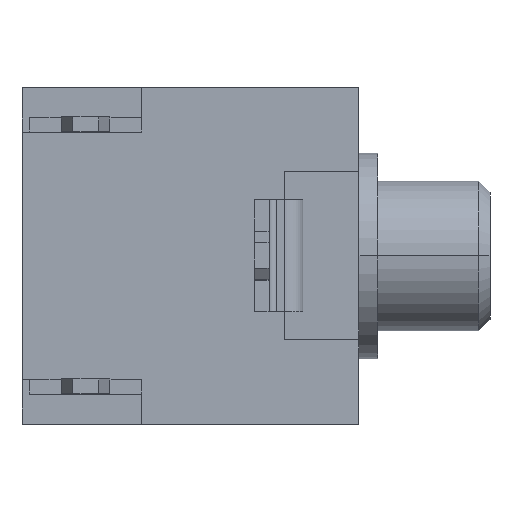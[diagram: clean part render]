
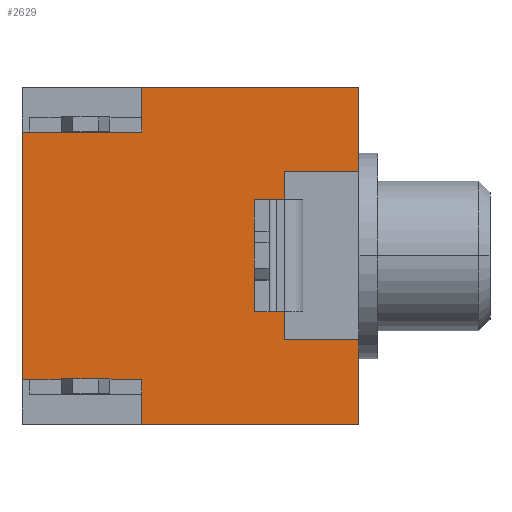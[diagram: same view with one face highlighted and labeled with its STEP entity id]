
A CAD part, top view. The second image highlights one B-rep face of the part: STEP entity #2629.
In plain terms, the highlighted planar face has unit normal (0, 0, 1).
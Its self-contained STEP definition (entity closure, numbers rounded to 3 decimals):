
#6 = EDGE_CURVE ( 'NONE', #287, #710, #1660, .T. ) ;
#10 = CARTESIAN_POINT ( 'NONE',  ( -9.3, 3.3, 4. ) ) ;
#62 = LINE ( 'NONE', #1636, #1473 ) ;
#79 = CARTESIAN_POINT ( 'NONE',  ( -3.5, -4.5, 4. ) ) ;
#82 = ORIENTED_EDGE ( 'NONE', *, *, #1492, .F. ) ;
#125 = VECTOR ( 'NONE', #2039, 1000. ) ;
#149 = DIRECTION ( 'NONE',  ( 0., -1., 0. ) ) ;
#151 = DIRECTION ( 'NONE',  ( 1., 0., 0. ) ) ;
#172 = ORIENTED_EDGE ( 'NONE', *, *, #2195, .F. ) ;
#189 = VECTOR ( 'NONE', #1809, 1000. ) ;
#193 = VECTOR ( 'NONE', #1292, 1000. ) ;
#205 = VECTOR ( 'NONE', #2535, 1000. ) ;
#208 = VERTEX_POINT ( 'NONE', #904 ) ;
#242 = AXIS2_PLACEMENT_3D ( 'NONE', #1749, #1270, #647 ) ;
#252 = CARTESIAN_POINT ( 'NONE',  ( -3.5, 2.25, 4. ) ) ;
#260 = CARTESIAN_POINT ( 'NONE',  ( -6.3, 1.5, 4. ) ) ;
#287 = VERTEX_POINT ( 'NONE', #1763 ) ;
#297 = FACE_OUTER_BOUND ( 'NONE', #364, .T. ) ;
#308 = VECTOR ( 'NONE', #1301, 1000. ) ;
#364 = EDGE_LOOP ( 'NONE', ( #764, #2120, #2287, #1740, #2449, #3041, #2612, #82, #2401, #3160, #172, #468, #683, #1955, #1951, #2522 ) ) ;
#402 = CARTESIAN_POINT ( 'NONE',  ( -6.3, 1.5, 4. ) ) ;
#415 = VECTOR ( 'NONE', #151, 1000. ) ;
#454 = VECTOR ( 'NONE', #794, 1000. ) ;
#468 = ORIENTED_EDGE ( 'NONE', *, *, #690, .F. ) ;
#480 = CARTESIAN_POINT ( 'NONE',  ( -3.5, 2.25, 4. ) ) ;
#489 = EDGE_CURVE ( 'NONE', #2225, #2909, #2932, .T. ) ;
#519 = EDGE_CURVE ( 'NONE', #2488, #2225, #1698, .T. ) ;
#544 = CARTESIAN_POINT ( 'NONE',  ( -5.9, -1.5, 4. ) ) ;
#552 = EDGE_CURVE ( 'NONE', #2990, #2249, #2812, .T. ) ;
#568 = CARTESIAN_POINT ( 'NONE',  ( -3.5, 4.5, 4. ) ) ;
#600 = CARTESIAN_POINT ( 'NONE',  ( -12.5, -3.3, 4. ) ) ;
#647 = DIRECTION ( 'NONE',  ( -1., 0., 0. ) ) ;
#666 = VECTOR ( 'NONE', #2574, 1000. ) ;
#683 = ORIENTED_EDGE ( 'NONE', *, *, #6, .F. ) ;
#690 = EDGE_CURVE ( 'NONE', #710, #1275, #1748, .T. ) ;
#710 = VERTEX_POINT ( 'NONE', #402 ) ;
#764 = ORIENTED_EDGE ( 'NONE', *, *, #519, .F. ) ;
#794 = DIRECTION ( 'NONE',  ( 0., -1., 0. ) ) ;
#904 = CARTESIAN_POINT ( 'NONE',  ( -5.5, -2.25, 4. ) ) ;
#920 = LINE ( 'NONE', #1062, #454 ) ;
#977 = VECTOR ( 'NONE', #1276, 1000. ) ;
#1012 = CARTESIAN_POINT ( 'NONE',  ( -5.5, -1.5, 4. ) ) ;
#1058 = VECTOR ( 'NONE', #2839, 1000. ) ;
#1059 = VECTOR ( 'NONE', #1233, 1000. ) ;
#1062 = CARTESIAN_POINT ( 'NONE',  ( -3.5, 4.5, 4. ) ) ;
#1079 = CARTESIAN_POINT ( 'NONE',  ( -12.5, 4.5, 4. ) ) ;
#1116 = EDGE_CURVE ( 'NONE', #1642, #2317, #2358, .T. ) ;
#1148 = VECTOR ( 'NONE', #149, 1000. ) ;
#1233 = DIRECTION ( 'NONE',  ( -1., 0., 0. ) ) ;
#1270 = DIRECTION ( 'NONE',  ( 0., 0., -1. ) ) ;
#1275 = VERTEX_POINT ( 'NONE', #2781 ) ;
#1276 = DIRECTION ( 'NONE',  ( -1., 0., 0. ) ) ;
#1292 = DIRECTION ( 'NONE',  ( 1., 0., 0. ) ) ;
#1293 = EDGE_CURVE ( 'NONE', #208, #2085, #2276, .T. ) ;
#1301 = DIRECTION ( 'NONE',  ( 0., -1., 0. ) ) ;
#1364 = CARTESIAN_POINT ( 'NONE',  ( -3.5, 4.5, 4. ) ) ;
#1393 = CARTESIAN_POINT ( 'NONE',  ( -12.5, 3.3, 4. ) ) ;
#1411 = EDGE_CURVE ( 'NONE', #1642, #2488, #3102, .T. ) ;
#1466 = EDGE_CURVE ( 'NONE', #2249, #2111, #2501, .T. ) ;
#1473 = VECTOR ( 'NONE', #2567, 1000. ) ;
#1492 = EDGE_CURVE ( 'NONE', #2085, #2111, #920, .T. ) ;
#1506 = VECTOR ( 'NONE', #2921, 1000. ) ;
#1528 = CARTESIAN_POINT ( 'NONE',  ( -3.5, -4.5, 4. ) ) ;
#1636 = CARTESIAN_POINT ( 'NONE',  ( -3.5, -3.3, 4. ) ) ;
#1642 = VERTEX_POINT ( 'NONE', #3072 ) ;
#1660 = LINE ( 'NONE', #260, #977 ) ;
#1698 = LINE ( 'NONE', #1364, #415 ) ;
#1732 = DIRECTION ( 'NONE',  ( 0., 1., 0. ) ) ;
#1740 = ORIENTED_EDGE ( 'NONE', *, *, #2713, .T. ) ;
#1748 = LINE ( 'NONE', #2782, #308 ) ;
#1749 = CARTESIAN_POINT ( 'NONE',  ( -3.5, 4.5, 4. ) ) ;
#1763 = CARTESIAN_POINT ( 'NONE',  ( -5.5, 1.5, 4. ) ) ;
#1765 = EDGE_CURVE ( 'NONE', #1838, #287, #2729, .T. ) ;
#1771 = LINE ( 'NONE', #252, #1059 ) ;
#1777 = VECTOR ( 'NONE', #1732, 1000. ) ;
#1807 = CARTESIAN_POINT ( 'NONE',  ( -3.5, 4.5, 4. ) ) ;
#1809 = DIRECTION ( 'NONE',  ( 0., -1., 0. ) ) ;
#1838 = VERTEX_POINT ( 'NONE', #3141 ) ;
#1868 = CARTESIAN_POINT ( 'NONE',  ( -5.5, -1.5, 4. ) ) ;
#1889 = CARTESIAN_POINT ( 'NONE',  ( -9.3, -4.5, 4. ) ) ;
#1910 = LINE ( 'NONE', #1868, #666 ) ;
#1928 = CARTESIAN_POINT ( 'NONE',  ( -9.3, 0.278, 4. ) ) ;
#1951 = ORIENTED_EDGE ( 'NONE', *, *, #2917, .F. ) ;
#1955 = ORIENTED_EDGE ( 'NONE', *, *, #1765, .F. ) ;
#1999 = CARTESIAN_POINT ( 'NONE',  ( -9.3, -3.3, 4. ) ) ;
#2026 = VERTEX_POINT ( 'NONE', #1012 ) ;
#2039 = DIRECTION ( 'NONE',  ( -1., 0., 0. ) ) ;
#2085 = VERTEX_POINT ( 'NONE', #2715 ) ;
#2111 = VERTEX_POINT ( 'NONE', #1528 ) ;
#2120 = ORIENTED_EDGE ( 'NONE', *, *, #1411, .F. ) ;
#2195 = EDGE_CURVE ( 'NONE', #1275, #2026, #2328, .T. ) ;
#2225 = VERTEX_POINT ( 'NONE', #568 ) ;
#2249 = VERTEX_POINT ( 'NONE', #1889 ) ;
#2267 = EDGE_CURVE ( 'NONE', #2026, #208, #1910, .T. ) ;
#2269 = CARTESIAN_POINT ( 'NONE',  ( -3.5, -2.25, 4. ) ) ;
#2276 = LINE ( 'NONE', #2269, #193 ) ;
#2287 = ORIENTED_EDGE ( 'NONE', *, *, #1116, .T. ) ;
#2317 = VERTEX_POINT ( 'NONE', #1393 ) ;
#2328 = LINE ( 'NONE', #544, #205 ) ;
#2358 = LINE ( 'NONE', #2758, #125 ) ;
#2381 = CARTESIAN_POINT ( 'NONE',  ( -5.5, 2.25, 4. ) ) ;
#2401 = ORIENTED_EDGE ( 'NONE', *, *, #1293, .F. ) ;
#2434 = VECTOR ( 'NONE', #2777, 1000. ) ;
#2449 = ORIENTED_EDGE ( 'NONE', *, *, #2743, .T. ) ;
#2488 = VERTEX_POINT ( 'NONE', #2684 ) ;
#2501 = LINE ( 'NONE', #79, #2434 ) ;
#2522 = ORIENTED_EDGE ( 'NONE', *, *, #489, .F. ) ;
#2535 = DIRECTION ( 'NONE',  ( 1., 0., 0. ) ) ;
#2567 = DIRECTION ( 'NONE',  ( 1., 0., 0. ) ) ;
#2574 = DIRECTION ( 'NONE',  ( 0., -1., 0. ) ) ;
#2612 = ORIENTED_EDGE ( 'NONE', *, *, #1466, .T. ) ;
#2629 = ADVANCED_FACE ( 'NONE', ( #297 ), #2763, .F. ) ;
#2684 = CARTESIAN_POINT ( 'NONE',  ( -9.3, 4.5, 4. ) ) ;
#2713 = EDGE_CURVE ( 'NONE', #2317, #3070, #3098, .T. ) ;
#2715 = CARTESIAN_POINT ( 'NONE',  ( -3.5, -2.25, 4. ) ) ;
#2729 = LINE ( 'NONE', #2381, #1148 ) ;
#2743 = EDGE_CURVE ( 'NONE', #3070, #2990, #62, .T. ) ;
#2758 = CARTESIAN_POINT ( 'NONE',  ( -12.5, 3.3, 4. ) ) ;
#2763 = PLANE ( 'NONE',  #242 ) ;
#2777 = DIRECTION ( 'NONE',  ( 1., 0., 0. ) ) ;
#2781 = CARTESIAN_POINT ( 'NONE',  ( -6.3, -1.5, 4. ) ) ;
#2782 = CARTESIAN_POINT ( 'NONE',  ( -6.3, -1.5, 4. ) ) ;
#2812 = LINE ( 'NONE', #1928, #1506 ) ;
#2839 = DIRECTION ( 'NONE',  ( 0., -1., 0. ) ) ;
#2909 = VERTEX_POINT ( 'NONE', #480 ) ;
#2917 = EDGE_CURVE ( 'NONE', #2909, #1838, #1771, .T. ) ;
#2921 = DIRECTION ( 'NONE',  ( 0., -1., 0. ) ) ;
#2932 = LINE ( 'NONE', #1807, #1058 ) ;
#2990 = VERTEX_POINT ( 'NONE', #1999 ) ;
#3041 = ORIENTED_EDGE ( 'NONE', *, *, #552, .T. ) ;
#3070 = VERTEX_POINT ( 'NONE', #600 ) ;
#3072 = CARTESIAN_POINT ( 'NONE',  ( -9.3, 3.3, 4. ) ) ;
#3098 = LINE ( 'NONE', #1079, #189 ) ;
#3102 = LINE ( 'NONE', #10, #1777 ) ;
#3141 = CARTESIAN_POINT ( 'NONE',  ( -5.5, 2.25, 4. ) ) ;
#3160 = ORIENTED_EDGE ( 'NONE', *, *, #2267, .F. ) ;
